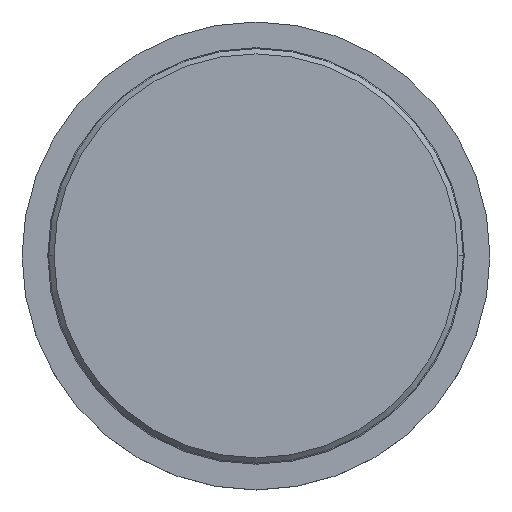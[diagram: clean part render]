
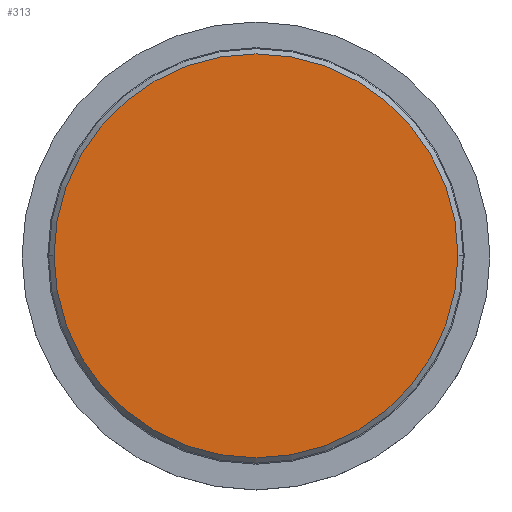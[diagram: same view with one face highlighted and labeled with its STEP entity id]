
A CAD part, top view. The second image highlights one B-rep face of the part: STEP entity #313.
In plain terms, the highlighted planar face has unit normal (0, 0, 1).
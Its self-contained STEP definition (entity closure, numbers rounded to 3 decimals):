
#60 = AXIS2_PLACEMENT_3D ( 'NONE', #269, #65, #167 ) ;
#65 = DIRECTION ( 'NONE',  ( 0., 0., 1. ) ) ;
#88 = AXIS2_PLACEMENT_3D ( 'NONE', #415, #227, #418 ) ;
#100 = VERTEX_POINT ( 'NONE', #490 ) ;
#167 = DIRECTION ( 'NONE',  ( 1., 0., 0. ) ) ;
#175 = CARTESIAN_POINT ( 'NONE',  ( -38.85, 0., 20. ) ) ;
#198 = DIRECTION ( 'NONE',  ( 0., 0., 1. ) ) ;
#225 = EDGE_CURVE ( 'NONE', #573, #100, #315, .T. ) ;
#227 = DIRECTION ( 'NONE',  ( 0., 0., 1. ) ) ;
#242 = ORIENTED_EDGE ( 'NONE', *, *, #225, .T. ) ;
#243 = CIRCLE ( 'NONE', #468, 38.85 ) ;
#269 = CARTESIAN_POINT ( 'NONE',  ( 0., 0., 20. ) ) ;
#313 = ADVANCED_FACE ( 'NONE', ( #610 ), #511, .T. ) ;
#315 = CIRCLE ( 'NONE', #60, 38.85 ) ;
#327 = EDGE_LOOP ( 'NONE', ( #242, #352 ) ) ;
#352 = ORIENTED_EDGE ( 'NONE', *, *, #527, .T. ) ;
#415 = CARTESIAN_POINT ( 'NONE',  ( 39.85, 0., 20. ) ) ;
#418 = DIRECTION ( 'NONE',  ( 1., 0., 0. ) ) ;
#436 = CARTESIAN_POINT ( 'NONE',  ( 0., 0., 20. ) ) ;
#468 = AXIS2_PLACEMENT_3D ( 'NONE', #436, #198, #523 ) ;
#490 = CARTESIAN_POINT ( 'NONE',  ( 38.85, 0., 20. ) ) ;
#511 = PLANE ( 'NONE',  #88 ) ;
#523 = DIRECTION ( 'NONE',  ( 1., 0., 0. ) ) ;
#527 = EDGE_CURVE ( 'NONE', #100, #573, #243, .T. ) ;
#573 = VERTEX_POINT ( 'NONE', #175 ) ;
#610 = FACE_OUTER_BOUND ( 'NONE', #327, .T. ) ;
